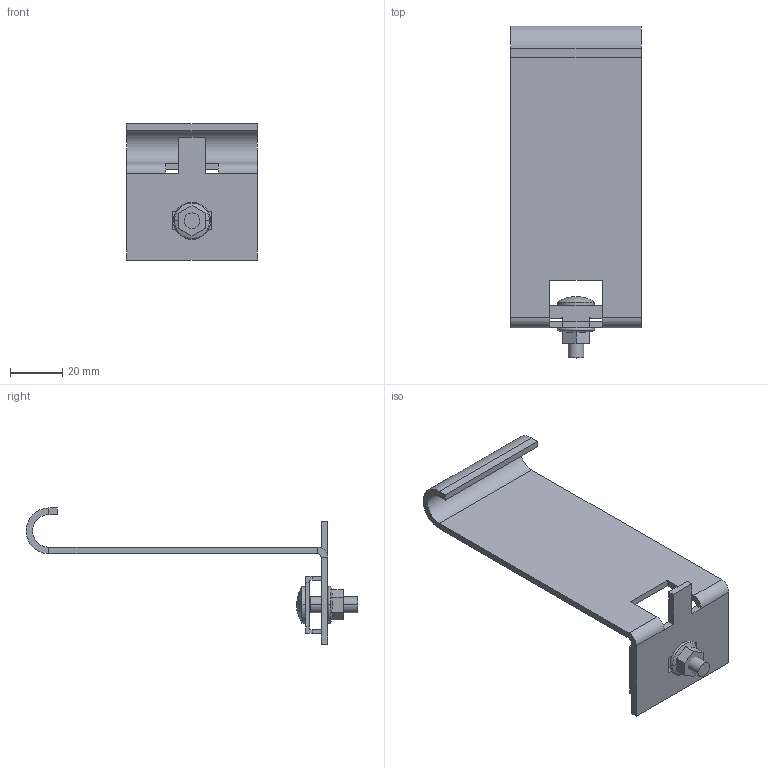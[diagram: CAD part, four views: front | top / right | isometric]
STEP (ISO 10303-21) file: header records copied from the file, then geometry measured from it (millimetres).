
FILE_DESCRIPTION (( 'STEP AP214' ), '1' );
FILE_NAME ('6221416.stp', '2017-03-22T07:00:36', ( '' ), ( '' ), 'SwSTEP 2.0', 'SolidWorks 2016', '' );
FILE_SCHEMA (( 'AUTOMOTIVE_DESIGN' ));
Length unit declared in the file: millimetre
Products named in the file (5): 009561_Hexagon Flange Nut DIN 6923 - M6 - C; KTS 14.001-019_M6x25-; 048501_Standard; 062740_Standard; 6221416
Assembly tree (4 placements, depth 2):
  6221416
    062740_Standard
    048501_Standard
    KTS 14.001-019_M6x25-
    009561_Hexagon Flange Nut DIN 6923 - M6 - C
Bounding box: 50 x 126.83 x 52 mm (x, y, z)
Volume: 23174.7 mm3; surface area: 21338.1 mm2
Topology: 4 solids, 4 shells, 95 faces, 234 edges, 147 vertices
Faces by surface type: plane 77, cylinder 12, sphere 2, cone 2, torus 2
Entity records: 2996 total; most frequent: CARTESIAN_POINT 515, ORIENTED_EDGE 468, DIRECTION 462, EDGE_CURVE 234, LINE 194, VECTOR 194, VERTEX_POINT 147, AXIS2_PLACEMENT_3D 134
